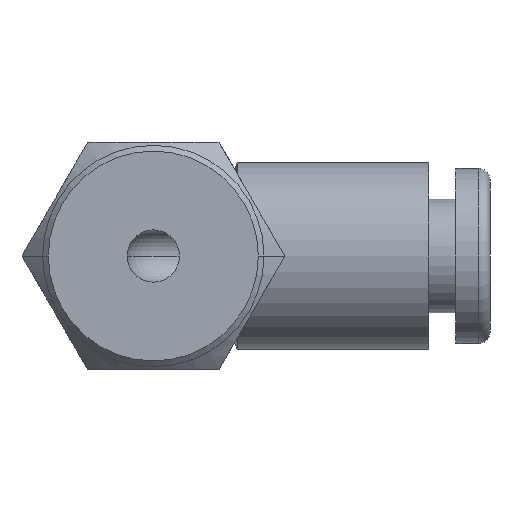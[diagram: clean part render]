
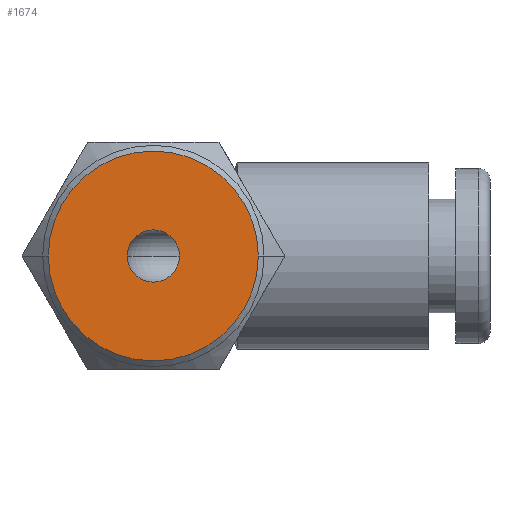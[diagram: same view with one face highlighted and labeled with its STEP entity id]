
A CAD part, front view. The second image highlights one B-rep face of the part: STEP entity #1674.
In plain terms, the highlighted planar face has unit normal (0, -1, 0).
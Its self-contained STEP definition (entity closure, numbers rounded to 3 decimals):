
#2 = ORIENTED_EDGE ( 'NONE', *, *, #1970, .T. ) ;
#47 = CARTESIAN_POINT ( 'NONE',  ( 0., -16.4, 1.15 ) ) ;
#55 = EDGE_LOOP ( 'NONE', ( #510, #2 ) ) ;
#80 = FACE_BOUND ( 'NONE', #1620, .T. ) ;
#140 = CIRCLE ( 'NONE', #979, 4.614 ) ;
#143 = CARTESIAN_POINT ( 'NONE',  ( 0., -16.4, 0. ) ) ;
#158 = ORIENTED_EDGE ( 'NONE', *, *, #1695, .T. ) ;
#208 = CARTESIAN_POINT ( 'NONE',  ( 0., -16.4, 0. ) ) ;
#432 = DIRECTION ( 'NONE',  ( 0., 0., 1. ) ) ;
#436 = AXIS2_PLACEMENT_3D ( 'NONE', #1692, #1472, #1367 ) ;
#510 = ORIENTED_EDGE ( 'NONE', *, *, #1804, .T. ) ;
#608 = VERTEX_POINT ( 'NONE', #1845 ) ;
#665 = VERTEX_POINT ( 'NONE', #47 ) ;
#682 = VERTEX_POINT ( 'NONE', #1270 ) ;
#784 = DIRECTION ( 'NONE',  ( 1., 0., 0. ) ) ;
#953 = AXIS2_PLACEMENT_3D ( 'NONE', #2146, #1735, #432 ) ;
#979 = AXIS2_PLACEMENT_3D ( 'NONE', #143, #2003, #1797 ) ;
#1209 = FACE_OUTER_BOUND ( 'NONE', #55, .T. ) ;
#1220 = PLANE ( 'NONE',  #2063 ) ;
#1268 = EDGE_CURVE ( 'NONE', #665, #608, #2106, .T. ) ;
#1270 = CARTESIAN_POINT ( 'NONE',  ( 4.614, -16.4, 0. ) ) ;
#1317 = VERTEX_POINT ( 'NONE', #2101 ) ;
#1341 = CIRCLE ( 'NONE', #953, 1.15 ) ;
#1367 = DIRECTION ( 'NONE',  ( 0., 0., 1. ) ) ;
#1461 = AXIS2_PLACEMENT_3D ( 'NONE', #208, #1646, #1564 ) ;
#1472 = DIRECTION ( 'NONE',  ( 0., 1., 0. ) ) ;
#1480 = ORIENTED_EDGE ( 'NONE', *, *, #1268, .T. ) ;
#1564 = DIRECTION ( 'NONE',  ( 1., 0., 0. ) ) ;
#1584 = DIRECTION ( 'NONE',  ( 0., -1., 0. ) ) ;
#1620 = EDGE_LOOP ( 'NONE', ( #158, #1480 ) ) ;
#1646 = DIRECTION ( 'NONE',  ( 0., -1., 0. ) ) ;
#1674 = ADVANCED_FACE ( 'NONE', ( #80, #1209 ), #1220, .T. ) ;
#1682 = CARTESIAN_POINT ( 'NONE',  ( -4.864, -16.4, 0. ) ) ;
#1692 = CARTESIAN_POINT ( 'NONE',  ( 0., -16.4, 0. ) ) ;
#1695 = EDGE_CURVE ( 'NONE', #608, #665, #1341, .T. ) ;
#1735 = DIRECTION ( 'NONE',  ( 0., 1., 0. ) ) ;
#1797 = DIRECTION ( 'NONE',  ( 1., 0., 0. ) ) ;
#1804 = EDGE_CURVE ( 'NONE', #1317, #682, #2123, .T. ) ;
#1845 = CARTESIAN_POINT ( 'NONE',  ( 0., -16.4, -1.15 ) ) ;
#1970 = EDGE_CURVE ( 'NONE', #682, #1317, #140, .T. ) ;
#2003 = DIRECTION ( 'NONE',  ( 0., -1., 0. ) ) ;
#2063 = AXIS2_PLACEMENT_3D ( 'NONE', #1682, #1584, #784 ) ;
#2101 = CARTESIAN_POINT ( 'NONE',  ( -4.614, -16.4, 0. ) ) ;
#2106 = CIRCLE ( 'NONE', #436, 1.15 ) ;
#2123 = CIRCLE ( 'NONE', #1461, 4.614 ) ;
#2146 = CARTESIAN_POINT ( 'NONE',  ( 0., -16.4, 0. ) ) ;
